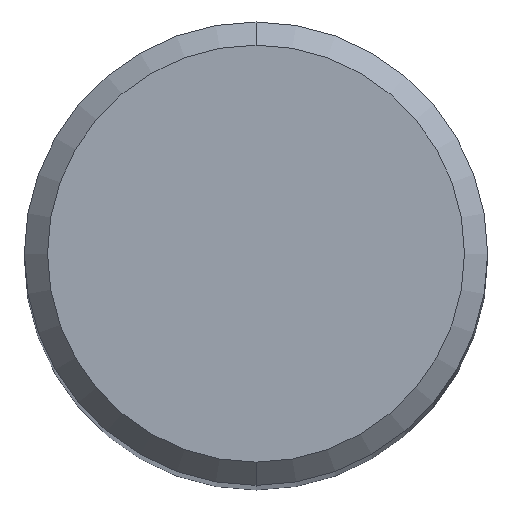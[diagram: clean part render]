
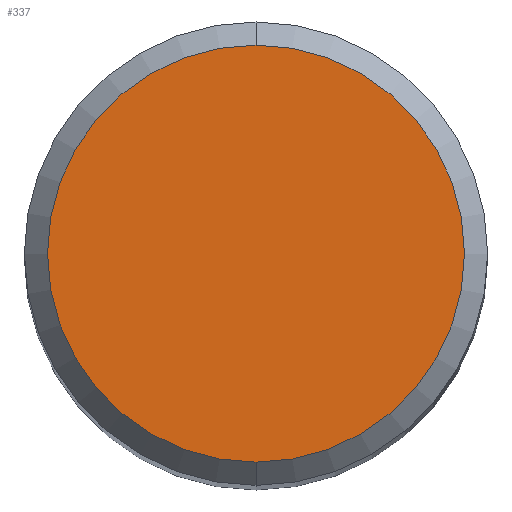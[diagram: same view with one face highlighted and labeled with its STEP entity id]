
A CAD part, top view. The second image highlights one B-rep face of the part: STEP entity #337.
In plain terms, the highlighted planar face has unit normal (0, 0, 1).
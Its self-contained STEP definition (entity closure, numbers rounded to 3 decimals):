
#193=EDGE_CURVE('',#361,#365,#506,.T.);
#259=EDGE_CURVE('',#365,#361,#576,.T.);
#337=ADVANCED_FACE('',(#661),#662,.T.);
#361=VERTEX_POINT('',#689);
#365=VERTEX_POINT('',#694);
#506=CIRCLE('',#836,4.5);
#576=CIRCLE('',#1006,4.5);
#661=FACE_OUTER_BOUND('',#1207,.T.);
#662=PLANE('',#1208);
#689=CARTESIAN_POINT('',(0.,-4.5,0.0));
#694=CARTESIAN_POINT('',(0.0,4.5,0.0));
#836=AXIS2_PLACEMENT_3D('',#1528,#1529,#1530);
#1006=AXIS2_PLACEMENT_3D('',#1597,#1598,#1599);
#1207=EDGE_LOOP('',(#1689,#1690));
#1208=AXIS2_PLACEMENT_3D('',#1691,#1692,#1693);
#1528=CARTESIAN_POINT('',(0.0,0.0,0.0));
#1529=DIRECTION('',(0.0,0.0,-1.0));
#1530=DIRECTION('',(0.0,1.0,0.0));
#1597=CARTESIAN_POINT('',(0.0,0.0,0.0));
#1598=DIRECTION('',(0.0,0.0,-1.0));
#1599=DIRECTION('',(0.0,1.0,0.0));
#1689=ORIENTED_EDGE('',*,*,#259,.F.);
#1690=ORIENTED_EDGE('',*,*,#193,.F.);
#1691=CARTESIAN_POINT('',(0.0,2.25,0.0));
#1692=DIRECTION('',(-0.0,0.0,1.0));
#1693=DIRECTION('',(0.0,-1.0,0.0));
